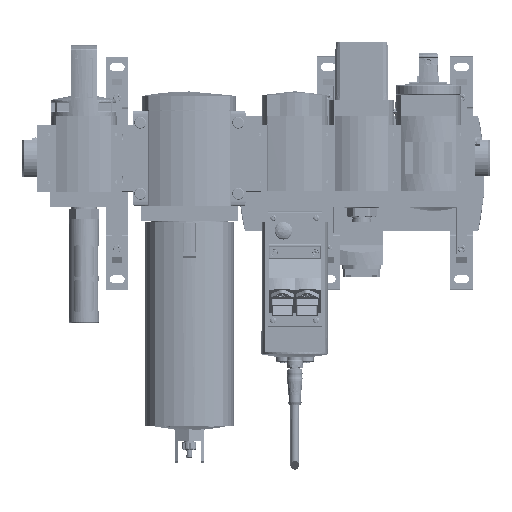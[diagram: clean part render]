
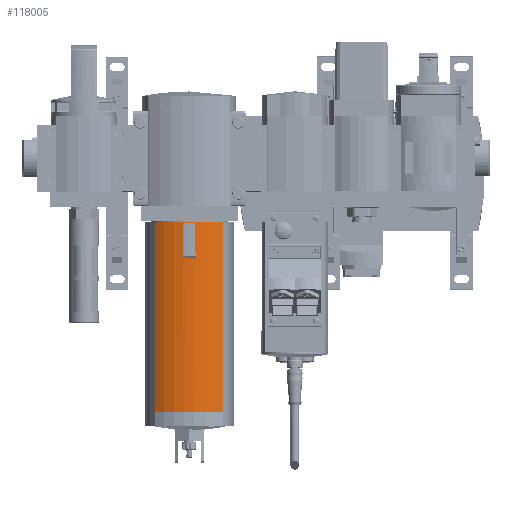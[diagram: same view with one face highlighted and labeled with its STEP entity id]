
A CAD part, front view. The second image highlights one B-rep face of the part: STEP entity #118005.
In plain terms, the highlighted cylindrical face has radius 58 mm (diameter 116 mm), a partial arc.
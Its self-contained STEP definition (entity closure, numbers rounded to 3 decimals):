
#1006=FACE_BOUND('',#16548,.T.);
#9888=FACE_OUTER_BOUND('',#16547,.T.);
#16547=EDGE_LOOP('',(#91472,#91473,#91474,#91475));
#16548=EDGE_LOOP('',(#91476,#91477,#91478,#91479));
#25531=LINE('',#188596,#36235);
#25532=LINE('',#188599,#36236);
#25533=LINE('',#188604,#36237);
#25534=LINE('',#188607,#36238);
#36235=VECTOR('',#151112,1000.);
#36236=VECTOR('',#151115,1000.);
#36237=VECTOR('',#151118,1000.);
#36238=VECTOR('',#151121,1000.);
#43796=CIRCLE('',#127514,58.);
#43797=CIRCLE('',#127515,58.);
#43798=CIRCLE('',#127516,58.);
#43799=CIRCLE('',#127517,58.);
#51926=VERTEX_POINT('',#188592);
#51927=VERTEX_POINT('',#188593);
#51928=VERTEX_POINT('',#188595);
#51929=VERTEX_POINT('',#188597);
#51930=VERTEX_POINT('',#188600);
#51931=VERTEX_POINT('',#188601);
#51932=VERTEX_POINT('',#188603);
#51933=VERTEX_POINT('',#188605);
#65907=EDGE_CURVE('',#51926,#51927,#43796,.T.);
#65908=EDGE_CURVE('',#51928,#51927,#25531,.T.);
#65909=EDGE_CURVE('',#51929,#51928,#43797,.T.);
#65910=EDGE_CURVE('',#51929,#51926,#25532,.T.);
#65911=EDGE_CURVE('',#51930,#51931,#43798,.F.);
#65912=EDGE_CURVE('',#51932,#51930,#25533,.T.);
#65913=EDGE_CURVE('',#51933,#51932,#43799,.F.);
#65914=EDGE_CURVE('',#51931,#51933,#25534,.F.);
#91472=ORIENTED_EDGE('',*,*,#65907,.T.);
#91473=ORIENTED_EDGE('',*,*,#65908,.F.);
#91474=ORIENTED_EDGE('',*,*,#65909,.F.);
#91475=ORIENTED_EDGE('',*,*,#65910,.T.);
#91476=ORIENTED_EDGE('',*,*,#65911,.F.);
#91477=ORIENTED_EDGE('',*,*,#65912,.F.);
#91478=ORIENTED_EDGE('',*,*,#65913,.F.);
#91479=ORIENTED_EDGE('',*,*,#65914,.F.);
#107301=CYLINDRICAL_SURFACE('',#127513,58.);
#118005=ADVANCED_FACE('',(#9888,#1006),#107301,.T.);
#127513=AXIS2_PLACEMENT_3D('',#188591,#151108,#151109);
#127514=AXIS2_PLACEMENT_3D('',#188594,#151110,#151111);
#127515=AXIS2_PLACEMENT_3D('',#188598,#151113,#151114);
#127516=AXIS2_PLACEMENT_3D('',#188602,#151116,#151117);
#127517=AXIS2_PLACEMENT_3D('',#188606,#151119,#151120);
#151108=DIRECTION('center_axis',(0.,0.,
1.));
#151109=DIRECTION('ref_axis',(0.,-1.,0.));
#151110=DIRECTION('center_axis',(0.,0.,
1.));
#151111=DIRECTION('ref_axis',(0.,-1.,0.));
#151112=DIRECTION('',(0.,0.,-1.));
#151113=DIRECTION('center_axis',(0.,0.,
1.));
#151114=DIRECTION('ref_axis',(0.,-1.,0.));
#151115=DIRECTION('',(0.,0.,-1.));
#151116=DIRECTION('center_axis',(0.,0.,
-1.));
#151117=DIRECTION('ref_axis',(0.,1.,0.));
#151118=DIRECTION('',(0.,0.,-1.));
#151119=DIRECTION('center_axis',(0.,0.,
1.));
#151120=DIRECTION('ref_axis',(0.,-1.,0.));
#151121=DIRECTION('',(0.,0.,-1.));
#188591=CARTESIAN_POINT('Origin',(-9.759,14.746,-277.659));
#188592=CARTESIAN_POINT('',(-41.395,-33.866,-455.859));
#188593=CARTESIAN_POINT('',(21.877,-33.866,-455.859));
#188594=CARTESIAN_POINT('Origin',(-9.759,14.746,-455.859));
#188595=CARTESIAN_POINT('',(21.877,-33.866,-279.159));
#188596=CARTESIAN_POINT('',(21.877,-33.866,-277.659));
#188597=CARTESIAN_POINT('',(-41.395,-33.866,-279.159));
#188598=CARTESIAN_POINT('Origin',(-9.759,14.746,-279.159));
#188599=CARTESIAN_POINT('',(-41.395,-33.866,-277.659));
#188600=CARTESIAN_POINT('',(-15.609,-42.959,-312.659));
#188601=CARTESIAN_POINT('',(-3.909,-42.959,-312.659));
#188602=CARTESIAN_POINT('Origin',(-9.759,14.746,-312.659));
#188603=CARTESIAN_POINT('',(-15.609,-42.959,-280.659));
#188604=CARTESIAN_POINT('',(-15.609,-42.959,-277.659));
#188605=CARTESIAN_POINT('',(-3.909,-42.959,-280.659));
#188606=CARTESIAN_POINT('Origin',(-9.759,14.746,-280.659));
#188607=CARTESIAN_POINT('',(-3.909,-42.959,-277.659));
